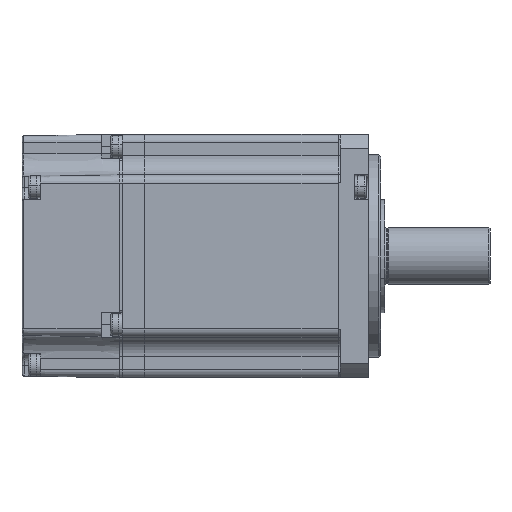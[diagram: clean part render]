
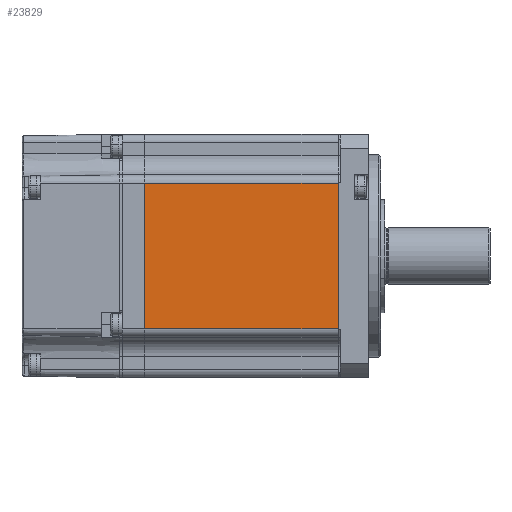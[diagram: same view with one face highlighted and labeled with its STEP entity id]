
A CAD part, front view. The second image highlights one B-rep face of the part: STEP entity #23829.
In plain terms, the highlighted planar face has unit normal (0, -1, 0).
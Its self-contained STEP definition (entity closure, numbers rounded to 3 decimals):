
#1051 = DIRECTION ( 'NONE',  ( 0., 1., 0. ) ) ;
#2817 = CARTESIAN_POINT ( 'NONE',  ( 18.998, -30.661, 78. ) ) ;
#4157 = EDGE_CURVE ( 'NONE', #4388, #21660, #23990, .T. ) ;
#4388 = VERTEX_POINT ( 'NONE', #2817 ) ;
#4955 = CARTESIAN_POINT ( 'NONE',  ( 18.998, -30.661, 42. ) ) ;
#5198 = CARTESIAN_POINT ( 'NONE',  ( -28.702, -30.661, 78. ) ) ;
#7423 = ORIENTED_EDGE ( 'NONE', *, *, #4157, .F. ) ;
#7434 = DIRECTION ( 'NONE',  ( 0., 0., -1. ) ) ;
#7614 = VECTOR ( 'NONE', #24542, 1000. ) ;
#8115 = VECTOR ( 'NONE', #9183, 1000. ) ;
#9183 = DIRECTION ( 'NONE',  ( -1., 0., 0. ) ) ;
#9263 = VERTEX_POINT ( 'NONE', #17224 ) ;
#10276 = ORIENTED_EDGE ( 'NONE', *, *, #12310, .T. ) ;
#11727 = CARTESIAN_POINT ( 'NONE',  ( 18.998, -30.661, 78. ) ) ;
#12310 = EDGE_CURVE ( 'NONE', #21075, #9263, #12414, .T. ) ;
#12414 = LINE ( 'NONE', #5198, #18109 ) ;
#13970 = PLANE ( 'NONE',  #19431 ) ;
#15746 = EDGE_LOOP ( 'NONE', ( #10276, #22949, #7423, #18297 ) ) ;
#16125 = DIRECTION ( 'NONE',  ( 0., 0., 1. ) ) ;
#17224 = CARTESIAN_POINT ( 'NONE',  ( -28.702, -30.661, 42. ) ) ;
#17366 = DIRECTION ( 'NONE',  ( 0., 0., -1. ) ) ;
#17620 = CARTESIAN_POINT ( 'NONE',  ( -28.702, -30.661, 78. ) ) ;
#18109 = VECTOR ( 'NONE', #7434, 1000. ) ;
#18297 = ORIENTED_EDGE ( 'NONE', *, *, #26045, .T. ) ;
#18318 = VECTOR ( 'NONE', #17366, 1000. ) ;
#19086 = EDGE_CURVE ( 'NONE', #21660, #9263, #20872, .T. ) ;
#19431 = AXIS2_PLACEMENT_3D ( 'NONE', #26778, #1051, #16125 ) ;
#20511 = CARTESIAN_POINT ( 'NONE',  ( 18.998, -30.661, 78. ) ) ;
#20872 = LINE ( 'NONE', #4955, #8115 ) ;
#21075 = VERTEX_POINT ( 'NONE', #17620 ) ;
#21660 = VERTEX_POINT ( 'NONE', #26724 ) ;
#22949 = ORIENTED_EDGE ( 'NONE', *, *, #19086, .F. ) ;
#23829 = ADVANCED_FACE ( 'NONE', ( #24798 ), #13970, .F. ) ;
#23990 = LINE ( 'NONE', #20511, #18318 ) ;
#24542 = DIRECTION ( 'NONE',  ( -1., 0., 0. ) ) ;
#24738 = LINE ( 'NONE', #11727, #7614 ) ;
#24798 = FACE_OUTER_BOUND ( 'NONE', #15746, .T. ) ;
#26045 = EDGE_CURVE ( 'NONE', #4388, #21075, #24738, .T. ) ;
#26724 = CARTESIAN_POINT ( 'NONE',  ( 18.998, -30.661, 42. ) ) ;
#26778 = CARTESIAN_POINT ( 'NONE',  ( 18.998, -30.661, 78. ) ) ;
